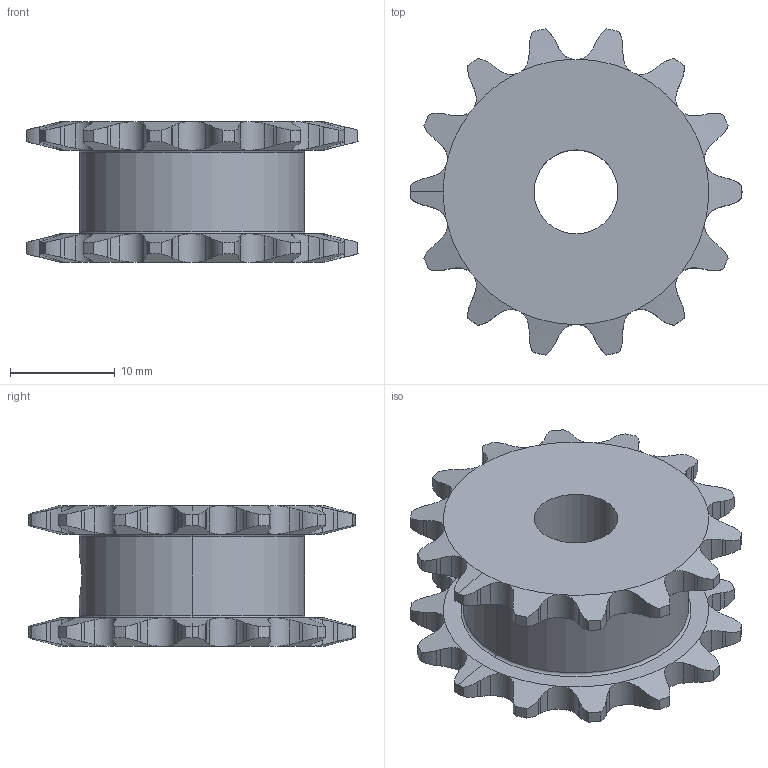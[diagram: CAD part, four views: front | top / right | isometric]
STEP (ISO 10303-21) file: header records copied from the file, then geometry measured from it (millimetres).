
FILE_DESCRIPTION (( 'STEP AP214' ), '1' );
FILE_NAME ('04C 14T Double Sprockets 邧薊蟈謫.step', '2016-10-28T04:14:52', ( 'dell' ), ( '' ), 'SwSTEP 2.0', 'SolidWorks 2013', '' );
FILE_SCHEMA (( 'AUTOMOTIVE_DESIGN' ));
Length unit declared in the file: millimetre
Products named in the file (1): 04C 14T Double Sprockets 邧薊蟈謫
Bounding box: 31.63 x 31.08 x 13.38 mm (x, y, z)
Volume: 5321.5 mm3; surface area: 3140 mm2
Topology: 1 solids, 1 shells, 300 faces, 882 edges, 586 vertices
Faces by surface type: cylinder 176, cone 60, plane 60, torus 4
Entity records: 11020 total; most frequent: CARTESIAN_POINT 3677, ORIENTED_EDGE 1764, DIRECTION 1226, EDGE_CURVE 882, VERTEX_POINT 586, AXIS2_PLACEMENT_3D 495, B_SPLINE_CURVE_WITH_KNOTS 452, EDGE_LOOP 306
